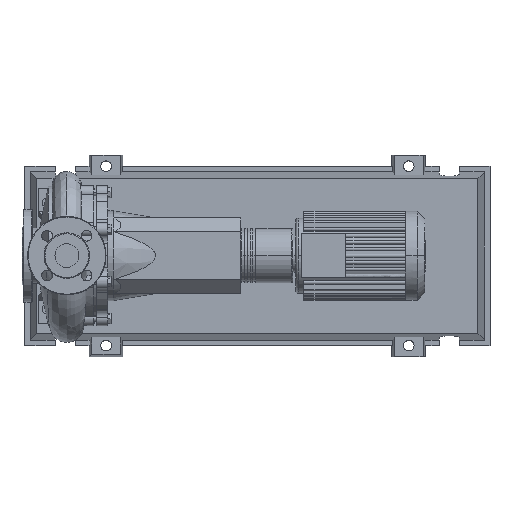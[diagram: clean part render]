
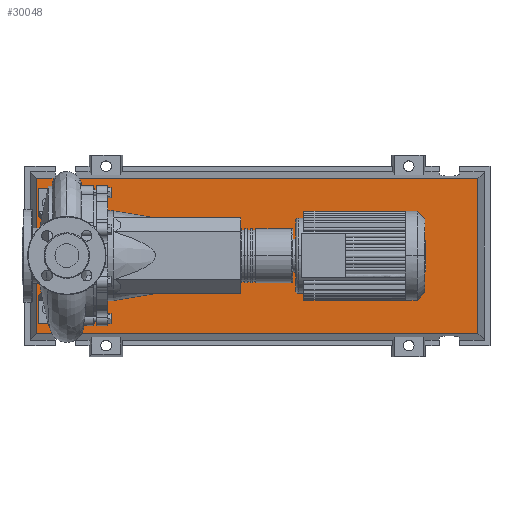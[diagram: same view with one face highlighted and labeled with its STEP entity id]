
A CAD part, top view. The second image highlights one B-rep face of the part: STEP entity #30048.
In plain terms, the highlighted planar face has unit normal (0, 0, 1).
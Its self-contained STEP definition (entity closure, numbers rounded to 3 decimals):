
#29729=CARTESIAN_POINT('',(733.292,-138.292,83.0));
#29730=VERTEX_POINT('',#29729);
#29737=CARTESIAN_POINT('',(-53.292,-138.292,83.0));
#29738=VERTEX_POINT('',#29737);
#29739=CARTESIAN_POINT('',(733.292,-138.292,83.0));
#29740=DIRECTION('',(-1.0,0.0,0.0));
#29741=VECTOR('',#29740,786.584);
#29742=LINE('',#29739,#29741);
#29743=EDGE_CURVE('',#29730,#29738,#29742,.T.);
#29961=CARTESIAN_POINT('',(733.292,138.292,83.0));
#29962=VERTEX_POINT('',#29961);
#29963=CARTESIAN_POINT('',(733.292,138.292,83.0));
#29964=DIRECTION('',(0.0,-1.0,0.0));
#29965=VECTOR('',#29964,276.584);
#29966=LINE('',#29963,#29965);
#29967=EDGE_CURVE('',#29962,#29730,#29966,.T.);
#29985=CARTESIAN_POINT('',(-53.292,138.292,83.0));
#29986=VERTEX_POINT('',#29985);
#29987=CARTESIAN_POINT('',(-53.292,-138.292,83.0));
#29988=DIRECTION('',(0.0,1.0,0.0));
#29989=VECTOR('',#29988,276.584);
#29990=LINE('',#29987,#29989);
#29991=EDGE_CURVE('',#29738,#29986,#29990,.T.);
#30024=CARTESIAN_POINT('',(-53.292,138.292,83.0));
#30025=DIRECTION('',(1.0,0.0,0.0));
#30026=VECTOR('',#30025,786.584);
#30027=LINE('',#30024,#30026);
#30028=EDGE_CURVE('',#29986,#29962,#30027,.T.);
#30037=CARTESIAN_POINT('',(340.,0.,83.0));
#30038=DIRECTION('',(0.0,0.0,1.0));
#30039=DIRECTION('',(1.0,0.0,0.0));
#30040=AXIS2_PLACEMENT_3D('',#30037,#30038,#30039);
#30041=PLANE('',#30040);
#30042=ORIENTED_EDGE('',*,*,#29967,.F.);
#30043=ORIENTED_EDGE('',*,*,#30028,.F.);
#30044=ORIENTED_EDGE('',*,*,#29991,.F.);
#30045=ORIENTED_EDGE('',*,*,#29743,.F.);
#30046=EDGE_LOOP('',(#30042,#30043,#30044,#30045));
#30047=FACE_OUTER_BOUND('',#30046,.T.);
#30048=ADVANCED_FACE('',(#30047),#30041,.T.);
